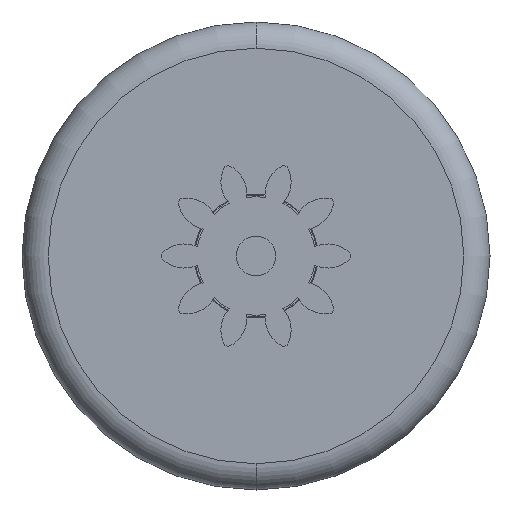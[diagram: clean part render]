
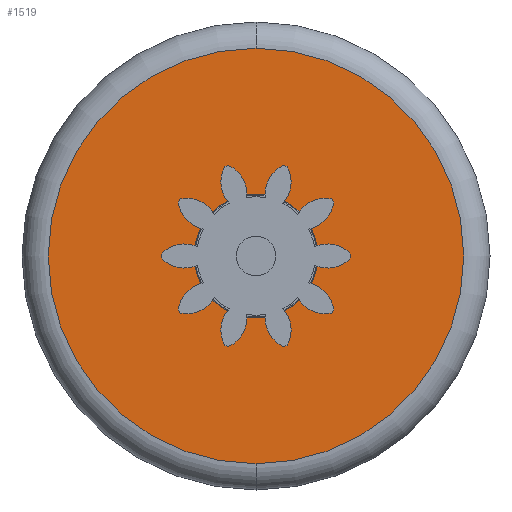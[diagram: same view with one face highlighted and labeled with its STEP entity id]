
A CAD part, front view. The second image highlights one B-rep face of the part: STEP entity #1519.
In plain terms, the highlighted planar face has unit normal (0, -1, 0).
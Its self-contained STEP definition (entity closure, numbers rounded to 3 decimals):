
#309 = EDGE_CURVE ( 'NONE', #1104, #1281, #904, .T. ) ;
#659 = EDGE_CURVE ( 'NONE', #1281, #1104, #2134, .T. ) ;
#904 = CIRCLE ( 'NONE', #2387, 79. ) ;
#1104 = VERTEX_POINT ( 'NONE', #1847 ) ;
#1166 = ORIENTED_EDGE ( 'NONE', *, *, #659, .T. ) ;
#1186 = ORIENTED_EDGE ( 'NONE', *, *, #309, .T. ) ;
#1204 = DIRECTION ( 'NONE',  ( 0., 0., 1. ) ) ;
#1218 = DIRECTION ( 'NONE',  ( 0., 1., 0. ) ) ;
#1221 = PLANE ( 'NONE',  #4521 ) ;
#1255 = CARTESIAN_POINT ( 'NONE',  ( -6.268, 223., -57.29 ) ) ;
#1281 = VERTEX_POINT ( 'NONE', #1535 ) ;
#1519 = ADVANCED_FACE ( 'NONE', ( #1663 ), #1221, .F. ) ;
#1535 = CARTESIAN_POINT ( 'NONE',  ( -6.268, 223., -136.29 ) ) ;
#1651 = EDGE_LOOP ( 'NONE', ( #1186, #1166 ) ) ;
#1663 = FACE_OUTER_BOUND ( 'NONE', #1651, .T. ) ;
#1699 = DIRECTION ( 'NONE',  ( 0., -1., 0. ) ) ;
#1713 = DIRECTION ( 'NONE',  ( 0., 0., 1. ) ) ;
#1738 = CARTESIAN_POINT ( 'NONE',  ( -6.268, 223., -57.29 ) ) ;
#1847 = CARTESIAN_POINT ( 'NONE',  ( -6.268, 223., 21.71 ) ) ;
#2134 = CIRCLE ( 'NONE', #4150, 79. ) ;
#2387 = AXIS2_PLACEMENT_3D ( 'NONE', #1738, #1699, #1713 ) ;
#3587 = DIRECTION ( 'NONE',  ( 0., 0., 1. ) ) ;
#3596 = DIRECTION ( 'NONE',  ( 0., -1., 0. ) ) ;
#3601 = CARTESIAN_POINT ( 'NONE',  ( -6.268, 223., -57.29 ) ) ;
#4150 = AXIS2_PLACEMENT_3D ( 'NONE', #3601, #3596, #3587 ) ;
#4521 = AXIS2_PLACEMENT_3D ( 'NONE', #1255, #1218, #1204 ) ;
